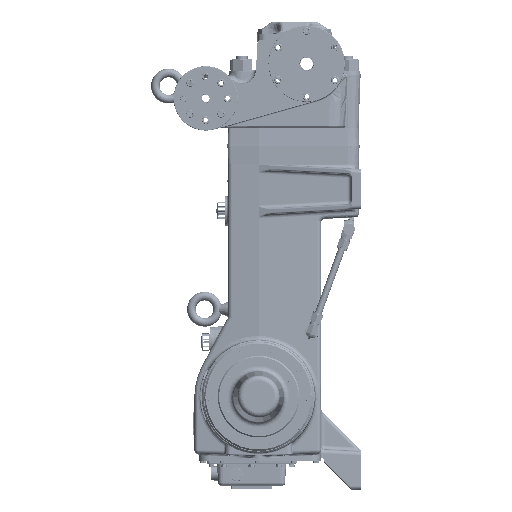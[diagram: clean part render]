
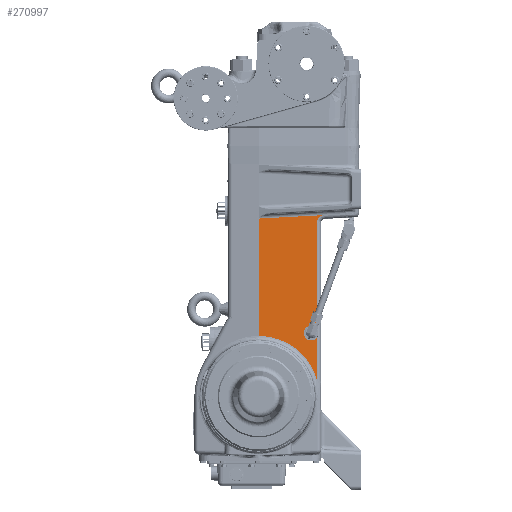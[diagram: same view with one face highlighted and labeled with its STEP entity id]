
A CAD part, left-side view. The second image highlights one B-rep face of the part: STEP entity #270997.
In plain terms, the highlighted planar face has unit normal (-0.999, -0.035, 0).
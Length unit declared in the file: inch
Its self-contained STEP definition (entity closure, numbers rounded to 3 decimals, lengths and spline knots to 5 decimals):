
#669 = EDGE_CURVE ( 'NONE', #234347, #56256, #109251, .T. ) ;
#1628 = CARTESIAN_POINT ( 'NONE',  ( -11.33238, -4.8, 5.143 ) ) ;
#3899 = DIRECTION ( 'NONE',  ( 0.035, -0.999, 0. ) ) ;
#6288 = CARTESIAN_POINT ( 'NONE',  ( -11.33238, -4.8, 6.487 ) ) ;
#6955 = LINE ( 'NONE', #57251, #313132 ) ;
#8658 = VERTEX_POINT ( 'NONE', #80959 ) ;
#15587 = EDGE_CURVE ( 'NONE', #315441, #233242, #29930, .T. ) ;
#24546 = CARTESIAN_POINT ( 'NONE',  ( -11.31359, -5.33809, 16.24624 ) ) ;
#29930 = LINE ( 'NONE', #193196, #62391 ) ;
#35016 = EDGE_CURVE ( 'NONE', #262107, #233242, #167780, .T. ) ;
#38748 = VERTEX_POINT ( 'NONE', #202131 ) ;
#38983 = CARTESIAN_POINT ( 'NONE',  ( -11.31359, -5.33809, 6.21755 ) ) ;
#40577 = VERTEX_POINT ( 'NONE', #174352 ) ;
#43637 = CARTESIAN_POINT ( 'NONE',  ( -11.31359, -5.33809, 15.90646 ) ) ;
#49699 = CARTESIAN_POINT ( 'NONE',  ( -11.31359, -5.33809, 5.41245 ) ) ;
#50641 = AXIS2_PLACEMENT_3D ( 'NONE', #359222, #181809, #3899 ) ;
#54505 = ORIENTED_EDGE ( 'NONE', *, *, #145832, .T. ) ;
#56256 = VERTEX_POINT ( 'NONE', #1628 ) ;
#57251 = CARTESIAN_POINT ( 'NONE',  ( -11.31359, -5.33809, 21.00774 ) ) ;
#62391 = VECTOR ( 'NONE', #279904, 39.37008 ) ;
#72670 = CARTESIAN_POINT ( 'NONE',  ( -11.41008, -2.57497, 5.55459 ) ) ;
#74148 = ORIENTED_EDGE ( 'NONE', *, *, #669, .T. ) ;
#80959 = CARTESIAN_POINT ( 'NONE',  ( -11.49973, -0.00764, 16.3151 ) ) ;
#104569 = CARTESIAN_POINT ( 'NONE',  ( -11.49933, -0.01904, 16.3157 ) ) ;
#109251 =( BOUNDED_CURVE ( )  B_SPLINE_CURVE ( 3, ( #49699, #227395, #197673, #257170 ),
 .UNSPECIFIED., .F., .F. ) 
 B_SPLINE_CURVE_WITH_KNOTS ( ( 4, 4 ),
 ( 3.78388, 4.71239 ),
 .UNSPECIFIED. ) 
 CURVE ( )  GEOMETRIC_REPRESENTATION_ITEM ( )  RATIONAL_B_SPLINE_CURVE ( ( 1., 0.929, 0.929, 1. ) ) 
 REPRESENTATION_ITEM ( '' )  );
#124429 = CARTESIAN_POINT ( 'NONE',  ( -11.33238, -4.8, 5.143 ) ) ;
#128580 = ORIENTED_EDGE ( 'NONE', *, *, #150824, .T. ) ;
#130203 =( BOUNDED_CURVE ( )  B_SPLINE_CURVE ( 3, ( #157054, #334730, #216726, #38983 ),
 .UNSPECIFIED., .F., .F. ) 
 B_SPLINE_CURVE_WITH_KNOTS ( ( 4, 4 ),
 ( 1.5708, 2.4993 ),
 .UNSPECIFIED. ) 
 CURVE ( )  GEOMETRIC_REPRESENTATION_ITEM ( )  RATIONAL_B_SPLINE_CURVE ( ( 1., 0.929, 0.929, 1. ) ) 
 REPRESENTATION_ITEM ( '' )  );
#130870 = EDGE_LOOP ( 'NONE', ( #134846, #74148, #305902, #54505, #187214, #222295, #135983, #128580, #148301 ) ) ;
#134846 = ORIENTED_EDGE ( 'NONE', *, *, #344639, .T. ) ;
#135983 = ORIENTED_EDGE ( 'NONE', *, *, #341186, .T. ) ;
#141582 = VECTOR ( 'NONE', #364866, 39.37008 ) ;
#145832 = EDGE_CURVE ( 'NONE', #40577, #315441, #130203, .T. ) ;
#148301 = ORIENTED_EDGE ( 'NONE', *, *, #172453, .T. ) ;
#150225 = CARTESIAN_POINT ( 'NONE',  ( -11.31359, -5.33809, 5.41245 ) ) ;
#150824 = EDGE_CURVE ( 'NONE', #8658, #290531, #317720, .T. ) ;
#152095 = DIRECTION ( 'NONE',  ( 0., 0., 1. ) ) ;
#157054 = CARTESIAN_POINT ( 'NONE',  ( -11.33238, -4.8, 6.487 ) ) ;
#162129 = CARTESIAN_POINT ( 'NONE',  ( -11.31359, -5.33809, 1.54322 ) ) ;
#167780 =( BOUNDED_CURVE ( )  B_SPLINE_CURVE ( 3, ( #348830, #291742, #24546, #321471 ),
 .UNSPECIFIED., .F., .F. ) 
 B_SPLINE_CURVE_WITH_KNOTS ( ( 4, 4 ),
 ( 1.87519, 3.14159 ),
 .UNSPECIFIED. ) 
 CURVE ( )  GEOMETRIC_REPRESENTATION_ITEM ( )  RATIONAL_B_SPLINE_CURVE ( ( 1., 0.871, 0.871, 1. ) ) 
 REPRESENTATION_ITEM ( '' )  );
#172453 = EDGE_CURVE ( 'NONE', #290531, #38748, #380776, .T. ) ;
#173939 = CARTESIAN_POINT ( 'NONE',  ( -11.49973, -0.00764, 5.55946 ) ) ;
#174352 = CARTESIAN_POINT ( 'NONE',  ( -11.33238, -4.8, 6.487 ) ) ;
#181809 = DIRECTION ( 'NONE',  ( -0.999, -0.035, 0. ) ) ;
#184222 = CARTESIAN_POINT ( 'NONE',  ( -11.37931, -3.456, 6.487 ) ) ;
#187214 = ORIENTED_EDGE ( 'NONE', *, *, #15587, .T. ) ;
#193196 = CARTESIAN_POINT ( 'NONE',  ( -11.31359, -5.33809, 21.00774 ) ) ;
#197673 = CARTESIAN_POINT ( 'NONE',  ( -11.32484, -5.01582, 5.143 ) ) ;
#202131 = CARTESIAN_POINT ( 'NONE',  ( -11.31359, -5.33809, 1.54322 ) ) ;
#210289 = PLANE ( 'NONE',  #50641 ) ;
#210359 =( BOUNDED_CURVE ( )  B_SPLINE_CURVE ( 3, ( #124429, #301956, #184222, #6288 ),
 .UNSPECIFIED., .F., .F. ) 
 B_SPLINE_CURVE_WITH_KNOTS ( ( 4, 4 ),
 ( 4.71239, 7.85398 ),
 .UNSPECIFIED. ) 
 CURVE ( )  GEOMETRIC_REPRESENTATION_ITEM ( )  RATIONAL_B_SPLINE_CURVE ( ( 1., 0.333, 0.333, 1. ) ) 
 REPRESENTATION_ITEM ( '' )  );
#211531 = VECTOR ( 'NONE', #341856, 39.37008 ) ;
#216726 = CARTESIAN_POINT ( 'NONE',  ( -11.3181, -5.2088, 6.39036 ) ) ;
#217685 = CARTESIAN_POINT ( 'NONE',  ( -11.31359, -5.33809, 6.21755 ) ) ;
#220829 = LINE ( 'NONE', #104569, #211531 ) ;
#222295 = ORIENTED_EDGE ( 'NONE', *, *, #35016, .F. ) ;
#227395 = CARTESIAN_POINT ( 'NONE',  ( -11.3181, -5.2088, 5.23964 ) ) ;
#233242 = VERTEX_POINT ( 'NONE', #43637 ) ;
#234347 = VERTEX_POINT ( 'NONE', #150225 ) ;
#257170 = CARTESIAN_POINT ( 'NONE',  ( -11.33238, -4.8, 5.143 ) ) ;
#262107 = VERTEX_POINT ( 'NONE', #358382 ) ;
#270997 = ADVANCED_FACE ( 'NONE', ( #293086 ), #210289, .T. ) ;
#279904 = DIRECTION ( 'NONE',  ( 0., 0., 1. ) ) ;
#290531 = VERTEX_POINT ( 'NONE', #173939 ) ;
#290635 = EDGE_CURVE ( 'NONE', #56256, #40577, #210359, .T. ) ;
#291742 = CARTESIAN_POINT ( 'NONE',  ( -11.30657, -5.53914, 16.52015 ) ) ;
#293086 = FACE_OUTER_BOUND ( 'NONE', #130870, .T. ) ;
#301956 = CARTESIAN_POINT ( 'NONE',  ( -11.37931, -3.456, 5.143 ) ) ;
#305902 = ORIENTED_EDGE ( 'NONE', *, *, #290635, .T. ) ;
#307237 = CARTESIAN_POINT ( 'NONE',  ( -11.49973, -0.00764, 5.55946 ) ) ;
#313132 = VECTOR ( 'NONE', #152095, 39.37008 ) ;
#315441 = VERTEX_POINT ( 'NONE', #217685 ) ;
#317720 = LINE ( 'NONE', #335214, #141582 ) ;
#321471 = CARTESIAN_POINT ( 'NONE',  ( -11.31359, -5.33809, 15.90646 ) ) ;
#334730 = CARTESIAN_POINT ( 'NONE',  ( -11.32484, -5.01582, 6.487 ) ) ;
#335214 = CARTESIAN_POINT ( 'NONE',  ( -11.49973, -0.00764, 21.00774 ) ) ;
#339797 = CARTESIAN_POINT ( 'NONE',  ( -11.33848, -4.62544, 4.00966 ) ) ;
#341186 = EDGE_CURVE ( 'NONE', #262107, #8658, #220829, .T. ) ;
#341856 = DIRECTION ( 'NONE',  ( -0.035, 0.998, -0.052 ) ) ;
#344639 = EDGE_CURVE ( 'NONE', #38748, #234347, #6955, .T. ) ;
#348830 = CARTESIAN_POINT ( 'NONE',  ( -11.29525, -5.8633, 16.62198 ) ) ;
#358382 = CARTESIAN_POINT ( 'NONE',  ( -11.29525, -5.8633, 16.62198 ) ) ;
#359222 = CARTESIAN_POINT ( 'NONE',  ( -11.5, 0., 21.00774 ) ) ;
#364866 = DIRECTION ( 'NONE',  ( 0., 0., -1. ) ) ;
#380776 =( BOUNDED_CURVE ( )  B_SPLINE_CURVE ( 3, ( #307237, #72670, #339797, #162129 ),
 .UNSPECIFIED., .F., .F. ) 
 B_SPLINE_CURVE_WITH_KNOTS ( ( 4, 4 ),
 ( 4.71429, 6.00191 ),
 .UNSPECIFIED. ) 
 CURVE ( )  GEOMETRIC_REPRESENTATION_ITEM ( )  RATIONAL_B_SPLINE_CURVE ( ( 1., 0.867, 0.867, 1. ) ) 
 REPRESENTATION_ITEM ( '' )  );
